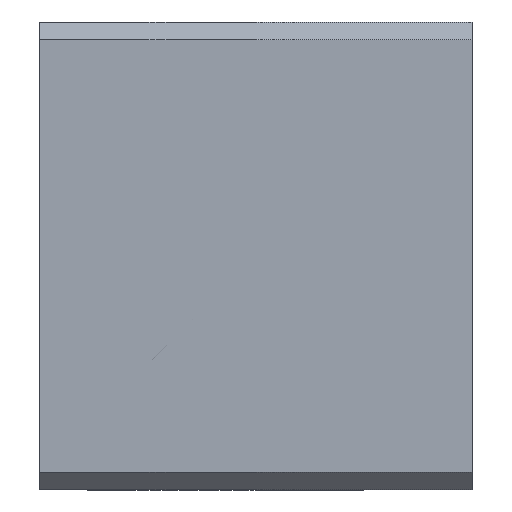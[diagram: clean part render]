
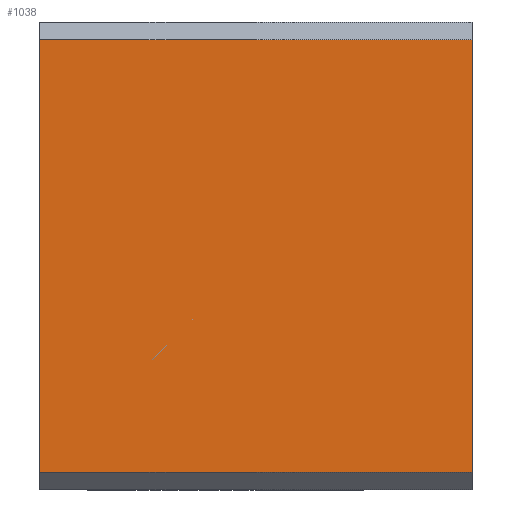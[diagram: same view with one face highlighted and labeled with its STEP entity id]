
A CAD part, front view. The second image highlights one B-rep face of the part: STEP entity #1038.
In plain terms, the highlighted planar face has unit normal (0, -1, 0).
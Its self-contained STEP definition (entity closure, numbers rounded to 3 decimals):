
#6 = FACE_OUTER_BOUND ( 'NONE', #130, .T. ) ;
#35 = CARTESIAN_POINT ( 'NONE',  ( -6., 0., 0.5 ) ) ;
#60 = VERTEX_POINT ( 'NONE', #508 ) ;
#98 = LINE ( 'NONE', #444, #227 ) ;
#106 = EDGE_CURVE ( 'NONE', #885, #60, #766, .T. ) ;
#130 = EDGE_LOOP ( 'NONE', ( #569, #767, #321, #225 ) ) ;
#158 = VECTOR ( 'NONE', #697, 1000. ) ;
#202 = CARTESIAN_POINT ( 'NONE',  ( 6., 0., 13. ) ) ;
#209 = PLANE ( 'NONE',  #668 ) ;
#225 = ORIENTED_EDGE ( 'NONE', *, *, #960, .F. ) ;
#227 = VECTOR ( 'NONE', #538, 1000. ) ;
#243 = DIRECTION ( 'NONE',  ( 0., 0., 1. ) ) ;
#309 = EDGE_CURVE ( 'NONE', #60, #789, #98, .T. ) ;
#321 = ORIENTED_EDGE ( 'NONE', *, *, #106, .F. ) ;
#322 = CARTESIAN_POINT ( 'NONE',  ( 6., 0., 0.5 ) ) ;
#376 = VERTEX_POINT ( 'NONE', #458 ) ;
#392 = VECTOR ( 'NONE', #243, 1000. ) ;
#444 = CARTESIAN_POINT ( 'NONE',  ( 6., 0., 12.5 ) ) ;
#458 = CARTESIAN_POINT ( 'NONE',  ( 6., 0., 0.5 ) ) ;
#508 = CARTESIAN_POINT ( 'NONE',  ( -6., 0., 12.5 ) ) ;
#537 = CARTESIAN_POINT ( 'NONE',  ( 6., 0., 13. ) ) ;
#538 = DIRECTION ( 'NONE',  ( 1., 0., 0. ) ) ;
#540 = LINE ( 'NONE', #537, #666 ) ;
#544 = DIRECTION ( 'NONE',  ( 0., 1., 0. ) ) ;
#569 = ORIENTED_EDGE ( 'NONE', *, *, #764, .T. ) ;
#666 = VECTOR ( 'NONE', #892, 1000. ) ;
#668 = AXIS2_PLACEMENT_3D ( 'NONE', #202, #544, #902 ) ;
#697 = DIRECTION ( 'NONE',  ( -1., 0., 0. ) ) ;
#755 = LINE ( 'NONE', #322, #158 ) ;
#764 = EDGE_CURVE ( 'NONE', #376, #789, #540, .T. ) ;
#766 = LINE ( 'NONE', #862, #392 ) ;
#767 = ORIENTED_EDGE ( 'NONE', *, *, #309, .F. ) ;
#789 = VERTEX_POINT ( 'NONE', #802 ) ;
#802 = CARTESIAN_POINT ( 'NONE',  ( 6., 0., 12.5 ) ) ;
#862 = CARTESIAN_POINT ( 'NONE',  ( -6., 0., 13. ) ) ;
#885 = VERTEX_POINT ( 'NONE', #35 ) ;
#892 = DIRECTION ( 'NONE',  ( 0., 0., 1. ) ) ;
#902 = DIRECTION ( 'NONE',  ( 0., 0., -1. ) ) ;
#960 = EDGE_CURVE ( 'NONE', #376, #885, #755, .T. ) ;
#1038 = ADVANCED_FACE ( 'NONE', ( #6 ), #209, .F. ) ;
